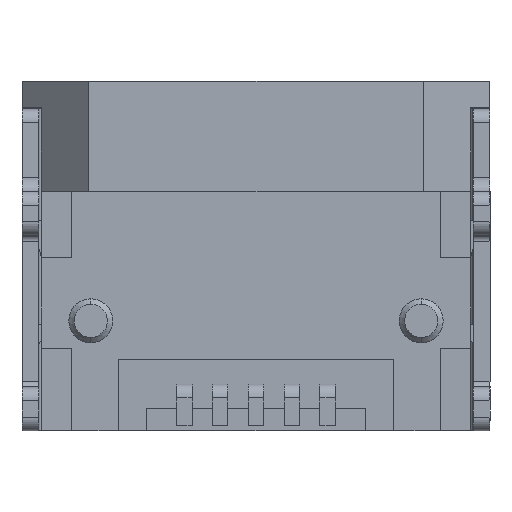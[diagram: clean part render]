
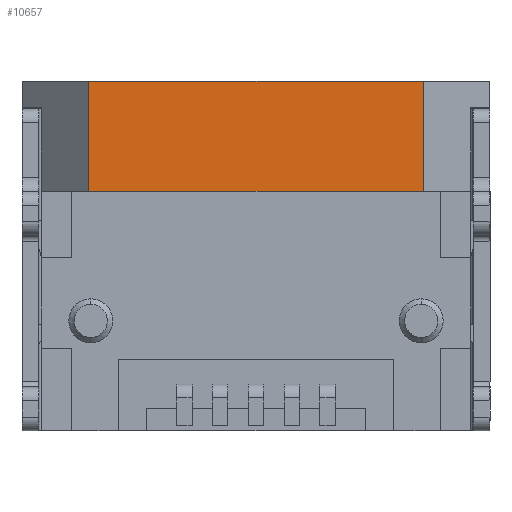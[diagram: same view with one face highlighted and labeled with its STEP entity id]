
A CAD part, front view. The second image highlights one B-rep face of the part: STEP entity #10657.
In plain terms, the highlighted planar face has unit normal (0, -1, 0).
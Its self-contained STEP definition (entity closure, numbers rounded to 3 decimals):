
#155 = EDGE_CURVE ( 'NONE', #25744, #17138, #9936, .T. ) ;
#300 = CARTESIAN_POINT ( 'NONE',  ( 3.04, 0.2, 7.05 ) ) ;
#772 = CARTESIAN_POINT ( 'NONE',  ( 2.23, 0.2, 2.75 ) ) ;
#1225 = FACE_OUTER_BOUND ( 'NONE', #26452, .T. ) ;
#1718 = EDGE_CURVE ( 'NONE', #15391, #3840, #8684, .T. ) ;
#2576 = DIRECTION ( 'NONE',  ( 0., 0., -1. ) ) ;
#2949 = ORIENTED_EDGE ( 'NONE', *, *, #25384, .F. ) ;
#2974 = VERTEX_POINT ( 'NONE', #23715 ) ;
#3187 = CARTESIAN_POINT ( 'NONE',  ( 0.55, 0.2, 2.75 ) ) ;
#3788 = LINE ( 'NONE', #6869, #20295 ) ;
#3840 = VERTEX_POINT ( 'NONE', #8248 ) ;
#4061 = DIRECTION ( 'NONE',  ( 0., 0., 1. ) ) ;
#4123 = CARTESIAN_POINT ( 'NONE',  ( 0.55, 0.2, 2.75 ) ) ;
#4279 = CARTESIAN_POINT ( 'NONE',  ( -0.55, 0.2, 5.05 ) ) ;
#4503 = CARTESIAN_POINT ( 'NONE',  ( -0.55, 0.2, 2.75 ) ) ;
#4592 = VECTOR ( 'NONE', #6607, 1000. ) ;
#4919 = VERTEX_POINT ( 'NONE', #7652 ) ;
#5069 = VECTOR ( 'NONE', #4061, 1000. ) ;
#5293 = CARTESIAN_POINT ( 'NONE',  ( -3.95, 0.2, 7.05 ) ) ;
#5327 = LINE ( 'NONE', #17133, #21168 ) ;
#6587 = VECTOR ( 'NONE', #23422, 1000. ) ;
#6607 = DIRECTION ( 'NONE',  ( 0., 0., 1. ) ) ;
#6719 = ORIENTED_EDGE ( 'NONE', *, *, #10937, .F. ) ;
#6869 = CARTESIAN_POINT ( 'NONE',  ( 3.04, 0.2, 2.75 ) ) ;
#7067 = ORIENTED_EDGE ( 'NONE', *, *, #10987, .F. ) ;
#7353 = CARTESIAN_POINT ( 'NONE',  ( -2.23, 0.2, 2.75 ) ) ;
#7399 = PLANE ( 'NONE',  #7588 ) ;
#7409 = VECTOR ( 'NONE', #22292, 1000. ) ;
#7588 = AXIS2_PLACEMENT_3D ( 'NONE', #22389, #16248, #9479 ) ;
#7629 = LINE ( 'NONE', #12704, #9658 ) ;
#7652 = CARTESIAN_POINT ( 'NONE',  ( 0.55, 0.2, 5.05 ) ) ;
#7845 = ORIENTED_EDGE ( 'NONE', *, *, #13811, .F. ) ;
#8248 = CARTESIAN_POINT ( 'NONE',  ( -0.55, 0.2, 2.75 ) ) ;
#8392 = VERTEX_POINT ( 'NONE', #7353 ) ;
#8555 = DIRECTION ( 'NONE',  ( -1., 0., 0. ) ) ;
#8592 = CARTESIAN_POINT ( 'NONE',  ( -2.23, 0.2, 2.75 ) ) ;
#8684 = LINE ( 'NONE', #4503, #12717 ) ;
#8716 = EDGE_CURVE ( 'NONE', #23208, #13843, #16532, .T. ) ;
#9157 = LINE ( 'NONE', #13115, #23655 ) ;
#9479 = DIRECTION ( 'NONE',  ( -1., 0., 0. ) ) ;
#9563 = ORIENTED_EDGE ( 'NONE', *, *, #1718, .F. ) ;
#9658 = VECTOR ( 'NONE', #14702, 1000. ) ;
#9681 = VECTOR ( 'NONE', #22563, 1000. ) ;
#9793 = ORIENTED_EDGE ( 'NONE', *, *, #8716, .F. ) ;
#9936 = LINE ( 'NONE', #772, #20073 ) ;
#10657 = ADVANCED_FACE ( 'NONE', ( #1225 ), #7399, .F. ) ;
#10937 = EDGE_CURVE ( 'NONE', #23555, #4919, #24859, .T. ) ;
#10987 = EDGE_CURVE ( 'NONE', #8392, #2974, #11977, .T. ) ;
#11977 = LINE ( 'NONE', #8592, #4592 ) ;
#12259 = EDGE_CURVE ( 'NONE', #4919, #15391, #18808, .T. ) ;
#12504 = EDGE_CURVE ( 'NONE', #16431, #25744, #7629, .T. ) ;
#12704 = CARTESIAN_POINT ( 'NONE',  ( 3.35, 0.2, 5.05 ) ) ;
#12717 = VECTOR ( 'NONE', #19585, 1000. ) ;
#12797 = LINE ( 'NONE', #13636, #7409 ) ;
#13039 = ORIENTED_EDGE ( 'NONE', *, *, #155, .F. ) ;
#13115 = CARTESIAN_POINT ( 'NONE',  ( 3.35, 0.2, 5.05 ) ) ;
#13273 = ORIENTED_EDGE ( 'NONE', *, *, #12259, .F. ) ;
#13636 = CARTESIAN_POINT ( 'NONE',  ( 3.35, 0.2, 2.75 ) ) ;
#13811 = EDGE_CURVE ( 'NONE', #2974, #23208, #9157, .T. ) ;
#13843 = VERTEX_POINT ( 'NONE', #23894 ) ;
#13858 = CARTESIAN_POINT ( 'NONE',  ( 2.23, 0.2, 2.75 ) ) ;
#14034 = EDGE_CURVE ( 'NONE', #3840, #8392, #12797, .T. ) ;
#14702 = DIRECTION ( 'NONE',  ( -1., 0., 0. ) ) ;
#14776 = ORIENTED_EDGE ( 'NONE', *, *, #16928, .F. ) ;
#15391 = VERTEX_POINT ( 'NONE', #4279 ) ;
#16181 = ORIENTED_EDGE ( 'NONE', *, *, #14034, .F. ) ;
#16248 = DIRECTION ( 'NONE',  ( 0., 1., 0. ) ) ;
#16431 = VERTEX_POINT ( 'NONE', #21343 ) ;
#16532 = LINE ( 'NONE', #21444, #5069 ) ;
#16928 = EDGE_CURVE ( 'NONE', #25284, #16431, #3788, .T. ) ;
#17133 = CARTESIAN_POINT ( 'NONE',  ( 3.35, 0.2, 2.75 ) ) ;
#17138 = VERTEX_POINT ( 'NONE', #13858 ) ;
#17358 = DIRECTION ( 'NONE',  ( -1., 0., 0. ) ) ;
#18808 = LINE ( 'NONE', #20684, #9681 ) ;
#19053 = VECTOR ( 'NONE', #22163, 1000. ) ;
#19585 = DIRECTION ( 'NONE',  ( 0., 0., -1. ) ) ;
#20073 = VECTOR ( 'NONE', #2576, 1000. ) ;
#20295 = VECTOR ( 'NONE', #24369, 1000. ) ;
#20684 = CARTESIAN_POINT ( 'NONE',  ( 3.35, 0.2, 5.05 ) ) ;
#21164 = CARTESIAN_POINT ( 'NONE',  ( -3.04, 0.2, 5.05 ) ) ;
#21168 = VECTOR ( 'NONE', #8555, 1000. ) ;
#21343 = CARTESIAN_POINT ( 'NONE',  ( 3.04, 0.2, 5.05 ) ) ;
#21444 = CARTESIAN_POINT ( 'NONE',  ( -3.04, 0.2, 2.75 ) ) ;
#21866 = CARTESIAN_POINT ( 'NONE',  ( 2.23, 0.2, 5.05 ) ) ;
#22163 = DIRECTION ( 'NONE',  ( 1., 0., 0. ) ) ;
#22292 = DIRECTION ( 'NONE',  ( -1., 0., 0. ) ) ;
#22389 = CARTESIAN_POINT ( 'NONE',  ( 3.35, 0.2, 2.75 ) ) ;
#22563 = DIRECTION ( 'NONE',  ( -1., 0., 0. ) ) ;
#23208 = VERTEX_POINT ( 'NONE', #21164 ) ;
#23422 = DIRECTION ( 'NONE',  ( 0., 0., 1. ) ) ;
#23555 = VERTEX_POINT ( 'NONE', #3187 ) ;
#23655 = VECTOR ( 'NONE', #17358, 1000. ) ;
#23715 = CARTESIAN_POINT ( 'NONE',  ( -2.23, 0.2, 5.05 ) ) ;
#23894 = CARTESIAN_POINT ( 'NONE',  ( -3.04, 0.2, 7.05 ) ) ;
#24204 = EDGE_CURVE ( 'NONE', #17138, #23555, #5327, .T. ) ;
#24369 = DIRECTION ( 'NONE',  ( 0., 0., -1. ) ) ;
#24859 = LINE ( 'NONE', #4123, #6587 ) ;
#25253 = ORIENTED_EDGE ( 'NONE', *, *, #12504, .F. ) ;
#25284 = VERTEX_POINT ( 'NONE', #300 ) ;
#25384 = EDGE_CURVE ( 'NONE', #13843, #25284, #27779, .T. ) ;
#25744 = VERTEX_POINT ( 'NONE', #21866 ) ;
#26452 = EDGE_LOOP ( 'NONE', ( #7067, #16181, #9563, #13273, #6719, #26559, #13039, #25253, #14776, #2949, #9793, #7845 ) ) ;
#26559 = ORIENTED_EDGE ( 'NONE', *, *, #24204, .F. ) ;
#27779 = LINE ( 'NONE', #5293, #19053 ) ;
